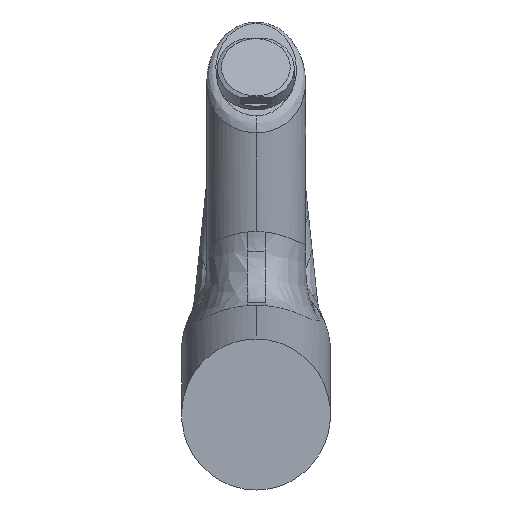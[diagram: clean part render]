
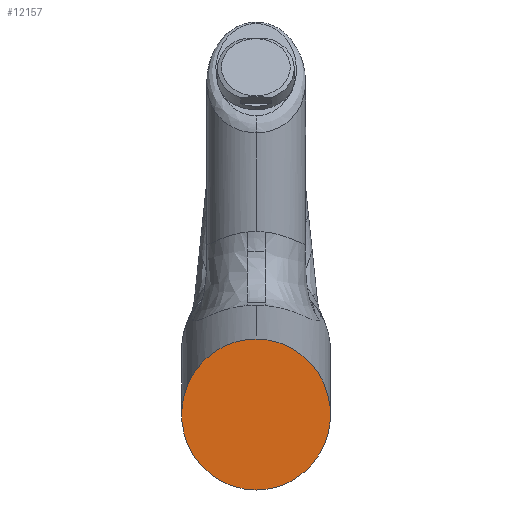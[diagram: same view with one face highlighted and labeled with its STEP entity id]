
A CAD part, front view. The second image highlights one B-rep face of the part: STEP entity #12157.
In plain terms, the highlighted planar face has unit normal (0, -1, 0).
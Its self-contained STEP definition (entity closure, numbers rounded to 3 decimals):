
#363 = CARTESIAN_POINT ( 'NONE',  ( 0.081, 0., 23.66 ) ) ;
#1187 = VERTEX_POINT ( 'NONE', #4478 ) ;
#2048 = CARTESIAN_POINT ( 'NONE',  ( 46.581, 0., 23.66 ) ) ;
#2756 = EDGE_LOOP ( 'NONE', ( #8025, #3097 ) ) ;
#3097 = ORIENTED_EDGE ( 'NONE', *, *, #7380, .F. ) ;
#3156 = CARTESIAN_POINT ( 'NONE',  ( 0.081, 0., 23.66 ) ) ;
#3530 = DIRECTION ( 'NONE',  ( -1., 0., 0. ) ) ;
#4478 = CARTESIAN_POINT ( 'NONE',  ( 0.081, 0., -23.487 ) ) ;
#4641 = CARTESIAN_POINT ( 'NONE',  ( 0.081, 0., 23.66 ) ) ;
#4978 = FACE_OUTER_BOUND ( 'NONE', #2756, .T. ) ;
#5368 = CARTESIAN_POINT ( 'NONE',  ( -46.419, 0., -23.487 ) ) ;
#6442 = CARTESIAN_POINT ( 'NONE',  ( 0.081, 0., -23.487 ) ) ;
#6715 = VERTEX_POINT ( 'NONE', #363 ) ;
#7373 = CARTESIAN_POINT ( 'NONE',  ( 0.081, 0., -23.487 ) ) ;
#7380 = EDGE_CURVE ( 'NONE', #1187, #6715, #10345, .T. ) ;
#7742 =( BOUNDED_CURVE ( )  B_SPLINE_CURVE ( 3, ( #4641, #2048, #9531, #6442 ),
 .UNSPECIFIED., .F., .F. ) 
 B_SPLINE_CURVE_WITH_KNOTS ( ( 4, 4 ),
 ( 0., 3.142 ),
 .UNSPECIFIED. ) 
 CURVE ( )  GEOMETRIC_REPRESENTATION_ITEM ( )  RATIONAL_B_SPLINE_CURVE ( ( 1., 0.333, 0.333, 1. ) ) 
 REPRESENTATION_ITEM ( '' )  );
#8025 = ORIENTED_EDGE ( 'NONE', *, *, #12342, .F. ) ;
#8939 = DIRECTION ( 'NONE',  ( 0., -1., 0. ) ) ;
#9137 = AXIS2_PLACEMENT_3D ( 'NONE', #13238, #8939, #3530 ) ;
#9531 = CARTESIAN_POINT ( 'NONE',  ( 46.581, 0., -23.487 ) ) ;
#9912 = PLANE ( 'NONE',  #9137 ) ;
#10345 =( BOUNDED_CURVE ( )  B_SPLINE_CURVE ( 3, ( #7373, #5368, #11640, #3156 ),
 .UNSPECIFIED., .F., .F. ) 
 B_SPLINE_CURVE_WITH_KNOTS ( ( 4, 4 ),
 ( 3.142, 6.283 ),
 .UNSPECIFIED. ) 
 CURVE ( )  GEOMETRIC_REPRESENTATION_ITEM ( )  RATIONAL_B_SPLINE_CURVE ( ( 1., 0.333, 0.333, 1. ) ) 
 REPRESENTATION_ITEM ( '' )  );
#11640 = CARTESIAN_POINT ( 'NONE',  ( -46.419, 0., 23.66 ) ) ;
#12157 = ADVANCED_FACE ( 'NONE', ( #4978 ), #9912, .T. ) ;
#12342 = EDGE_CURVE ( 'NONE', #6715, #1187, #7742, .T. ) ;
#13238 = CARTESIAN_POINT ( 'NONE',  ( -23.634, 0., -23.959 ) ) ;
